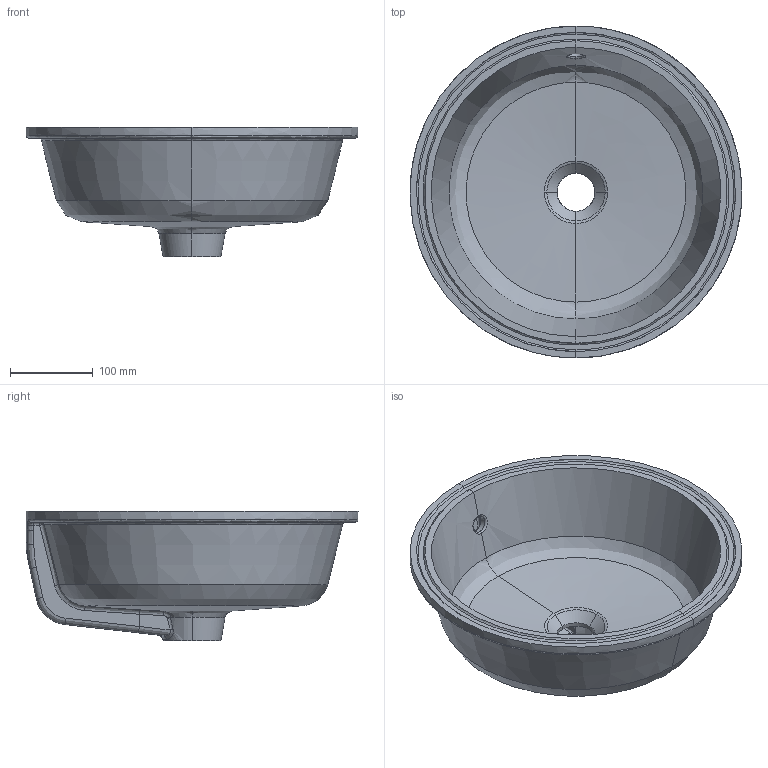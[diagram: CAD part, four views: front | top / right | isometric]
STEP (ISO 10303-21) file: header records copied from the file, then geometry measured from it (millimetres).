
FILE_DESCRIPTION(/* description */ (''),/* implementation_level */ '2;1');
FILE_NAME(/* name */ 'STEP - A3270YB00R_1805764',/* time_stamp */ '2025-03-20T09:21:15+11:00',/* author */ (''),/* organization */ (''),/* preprocessor_version */ 'ST-DEVELOPER v16.5',/* originating_system */ 'Rhino 7.37',/* authorisation */ '');
FILE_SCHEMA (('AUTOMOTIVE_DESIGN'));
Length unit declared in the file: millimetre
Products named in the file (1): Document
Bounding box: 401.44 x 401.59 x 156.53 mm (x, y, z)
Volume: 2493437.3 mm3; surface area: 474232.5 mm2
Topology: 1 solids, 1 shells, 195 faces, 455 edges, 250 vertices
Faces by surface type: bspline 162, cylinder 17, plane 16
Full cylindrical faces by diameter (mm): 20 x1
Entity records: 14029 total; most frequent: CARTESIAN_POINT 11296, ORIENTED_EDGE 890, EDGE_CURVE 445, B_SPLINE_CURVE_WITH_KNOTS 356, VERTEX_POINT 250, EDGE_LOOP 196, ADVANCED_FACE 194, FACE_OUTER_BOUND 194
